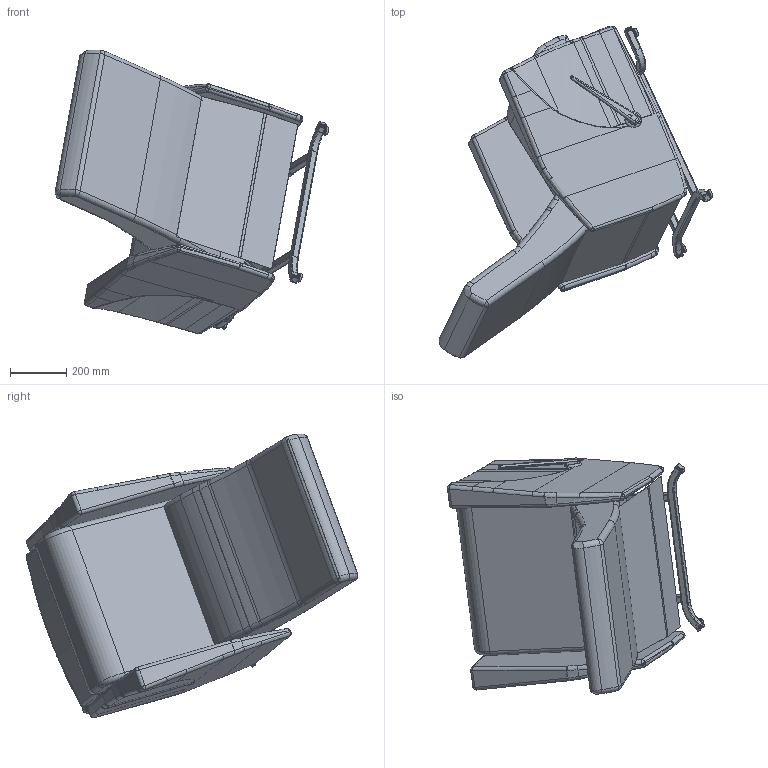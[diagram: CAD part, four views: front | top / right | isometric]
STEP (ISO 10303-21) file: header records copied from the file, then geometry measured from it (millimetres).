
FILE_DESCRIPTION(/* description */ (''),/* implementation_level */ '2;1');
FILE_NAME(/* name */ 'K8016.stp',/* time_stamp */ '2018-06-11T15:26:45-04:00',/* author */ ('emehringer'),/* organization */ (''),/* preprocessor_version */ 'ST-DEVELOPER v16.13',/* originating_system */ 'Autodesk Inventor 2018',/* authorisation */ '');
FILE_SCHEMA (('AUTOMOTIVE_DESIGN { 1 0 10303 214 3 1 1 }'));
Length unit declared in the file: inch
Products named in the file (19): K8016; K9004 ARMS; K9004 SF; K9004 ARMS_MIR; K9004-70; HANDLE 3/4 BLK; KNU 10 LIFT S (generic); LIFT BASE 10 (generic); 2905310000_2905420000; 4328310000_4328320000 (generic); 4328580000 (generic); 3417050000 (generic); 3417060000 (generic); 4328010000_4329620000 (generic); 7130140000; 7120820000; 7150570000; E3010 UBACK FLAP; UBACK L1304
Assembly tree (28 placements, depth 5):
  K8016
    K9004 ARMS
    K9004 SF
    K9004 ARMS_MIR
    K9004-70
    HANDLE 3/4 BLK
    KNU 10 LIFT S (generic)
      LIFT BASE 10 (generic)
        2905310000_2905420000
          4328310000_4328320000 (generic)
          4328580000 (generic)  x2
          3417050000 (generic)
          3417060000 (generic)
          4328010000_4329620000 (generic)
        7130140000  x4
        7120820000  x4
        7150570000  x4
    E3010 UBACK FLAP
    UBACK L1304
Bounding box: 968.79 x 1175.73 x 1005.14 mm (x, y, z)
Volume: 153918424.9 mm3; surface area: 4789900 mm2
Topology: 25 solids, 25 shells, 1410 faces, 3543 edges, 2189 vertices
Faces by surface type: plane 675, cylinder 392, bspline 179, torus 69, cone 53, sphere 42
Full cylindrical faces by diameter (mm): 5.334 x1, 7.938 x4, 9.541 x1, 9.906 x4, 18.288 x4, 24.181 x4, 42.037 x1, 60.325 x1
Entity records: 34066 total; most frequent: CARTESIAN_POINT 13644, DIRECTION 4130, ORIENTED_EDGE 4122, EDGE_CURVE 2061, AXIS2_PLACEMENT_3D 1619, VERTEX_POINT 1265, LINE 892, VECTOR 892
